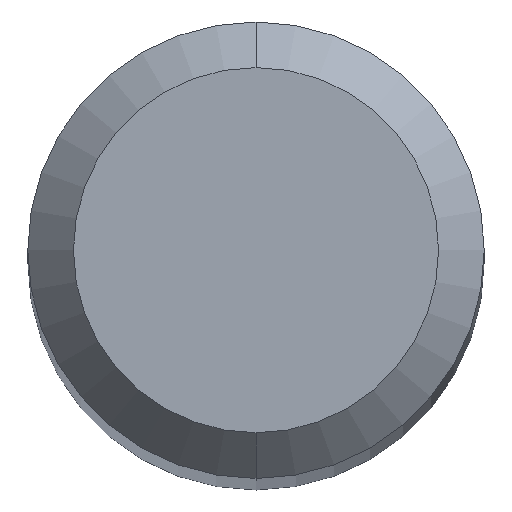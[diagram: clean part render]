
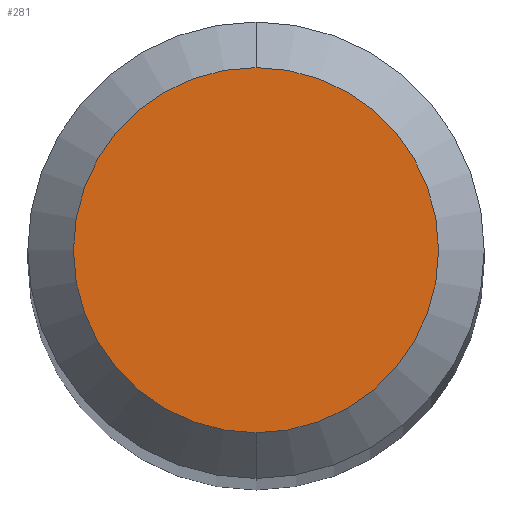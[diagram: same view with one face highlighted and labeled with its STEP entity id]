
A CAD part, top view. The second image highlights one B-rep face of the part: STEP entity #281.
In plain terms, the highlighted planar face has unit normal (0, 0, 1).
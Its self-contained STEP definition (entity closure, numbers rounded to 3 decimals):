
#213=VERTEX_POINT('',#508);
#245=EDGE_CURVE('',#213,#391,#544,.T.);
#271=EDGE_CURVE('',#391,#213,#572,.T.);
#281=ADVANCED_FACE('',(#583),#584,.T.);
#391=VERTEX_POINT('',#705);
#508=CARTESIAN_POINT('',(0.,-1.2,0.0));
#544=CIRCLE('',#948,1.2);
#572=CIRCLE('',#984,1.2);
#583=FACE_OUTER_BOUND('',#1003,.T.);
#584=PLANE('',#1004);
#705=CARTESIAN_POINT('',(0.0,1.2,0.0));
#948=AXIS2_PLACEMENT_3D('',#1469,#1470,#1471);
#984=AXIS2_PLACEMENT_3D('',#1499,#1500,#1501);
#1003=EDGE_LOOP('',(#1511,#1512));
#1004=AXIS2_PLACEMENT_3D('',#1513,#1514,#1515);
#1469=CARTESIAN_POINT('',(0.0,0.0,0.0));
#1470=DIRECTION('',(0.0,0.0,-1.0));
#1471=DIRECTION('',(0.0,1.0,0.0));
#1499=CARTESIAN_POINT('',(0.0,0.0,0.0));
#1500=DIRECTION('',(0.0,0.0,-1.0));
#1501=DIRECTION('',(0.0,1.0,0.0));
#1511=ORIENTED_EDGE('',*,*,#271,.F.);
#1512=ORIENTED_EDGE('',*,*,#245,.F.);
#1513=CARTESIAN_POINT('',(0.0,0.6,0.0));
#1514=DIRECTION('',(-0.0,0.0,1.0));
#1515=DIRECTION('',(0.0,-1.0,0.0));
